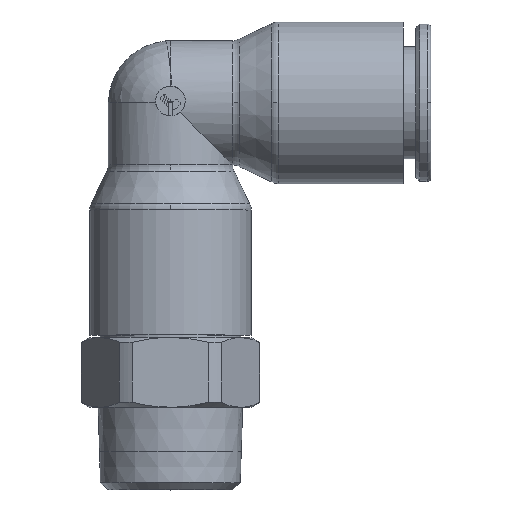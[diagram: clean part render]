
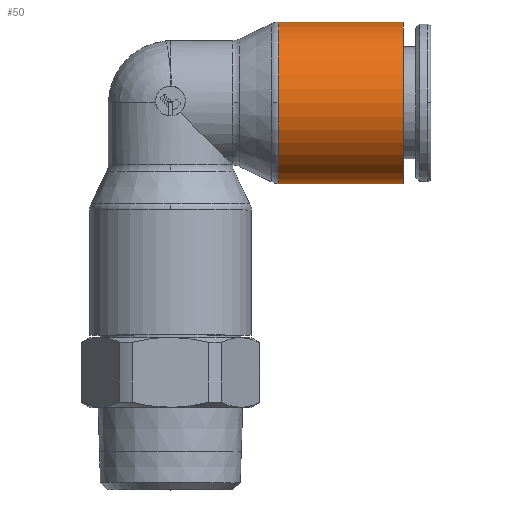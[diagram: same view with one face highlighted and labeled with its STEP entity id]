
A CAD part, top view. The second image highlights one B-rep face of the part: STEP entity #50.
In plain terms, the highlighted cylindrical face has radius 9.5 mm (diameter 19 mm), a partial arc.
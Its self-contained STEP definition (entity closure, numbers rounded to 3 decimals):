
#50=ADVANCED_FACE('',(#170),#171,.T.);
#170=FACE_OUTER_BOUND('',#413,.T.);
#171=CYLINDRICAL_SURFACE('',#414,9.5);
#413=EDGE_LOOP('',(#678,#679,#680,#681,#682));
#414=AXIS2_PLACEMENT_3D('',#683,#684,#685);
#678=ORIENTED_EDGE('',*,*,#1579,.F.);
#679=ORIENTED_EDGE('',*,*,#1580,.T.);
#680=ORIENTED_EDGE('',*,*,#1581,.T.);
#681=ORIENTED_EDGE('',*,*,#1582,.F.);
#682=ORIENTED_EDGE('',*,*,#1583,.F.);
#683=CARTESIAN_POINT('',(20.01,35.8,0.0));
#684=DIRECTION('',(1.0,0.0,0.0));
#685=DIRECTION('',(0.0,1.0,0.0));
#1579=EDGE_CURVE('',#1878,#1879,#1880,.T.);
#1580=EDGE_CURVE('',#1878,#1881,#1882,.T.);
#1581=EDGE_CURVE('',#1881,#1883,#1884,.T.);
#1582=EDGE_CURVE('',#1885,#1883,#1886,.T.);
#1583=EDGE_CURVE('',#1879,#1885,#1887,.T.);
#1878=VERTEX_POINT('',#2352);
#1879=VERTEX_POINT('',#2353);
#1880=LINE('',#2354,#2355);
#1881=VERTEX_POINT('',#2356);
#1882=CIRCLE('',#2357,9.5);
#1883=VERTEX_POINT('',#2358);
#1884=CIRCLE('',#2359,9.5);
#1885=VERTEX_POINT('',#2360);
#1886=LINE('',#2361,#2362);
#1887=CIRCLE('',#2363,9.5);
#2352=CARTESIAN_POINT('',(12.66,45.3,0.0));
#2353=CARTESIAN_POINT('',(27.36,45.3,0.0));
#2354=CARTESIAN_POINT('',(20.01,45.3,0.));
#2355=VECTOR('',#3610,1.0);
#2356=CARTESIAN_POINT('',(12.66,35.8,9.5));
#2357=AXIS2_PLACEMENT_3D('',#3611,#3612,#3613);
#2358=CARTESIAN_POINT('',(12.66,26.3,0.));
#2359=AXIS2_PLACEMENT_3D('',#3614,#3615,#3616);
#2360=CARTESIAN_POINT('',(27.36,26.3,0.));
#2361=CARTESIAN_POINT('',(20.01,26.3,0.));
#2362=VECTOR('',#3617,1.0);
#2363=AXIS2_PLACEMENT_3D('',#3618,#3619,#3620);
#3610=DIRECTION('',(1.0,0.0,0.0));
#3611=CARTESIAN_POINT('',(12.66,35.8,0.0));
#3612=DIRECTION('',(1.0,0.0,0.0));
#3613=DIRECTION('',(0.0,1.0,0.0));
#3614=CARTESIAN_POINT('',(12.66,35.8,0.0));
#3615=DIRECTION('',(1.0,0.0,0.0));
#3616=DIRECTION('',(0.0,1.0,0.0));
#3617=DIRECTION('',(-1.0,-0.0,-0.0));
#3618=CARTESIAN_POINT('',(27.36,35.8,0.0));
#3619=DIRECTION('',(1.0,0.0,0.0));
#3620=DIRECTION('',(0.0,1.0,0.0));
